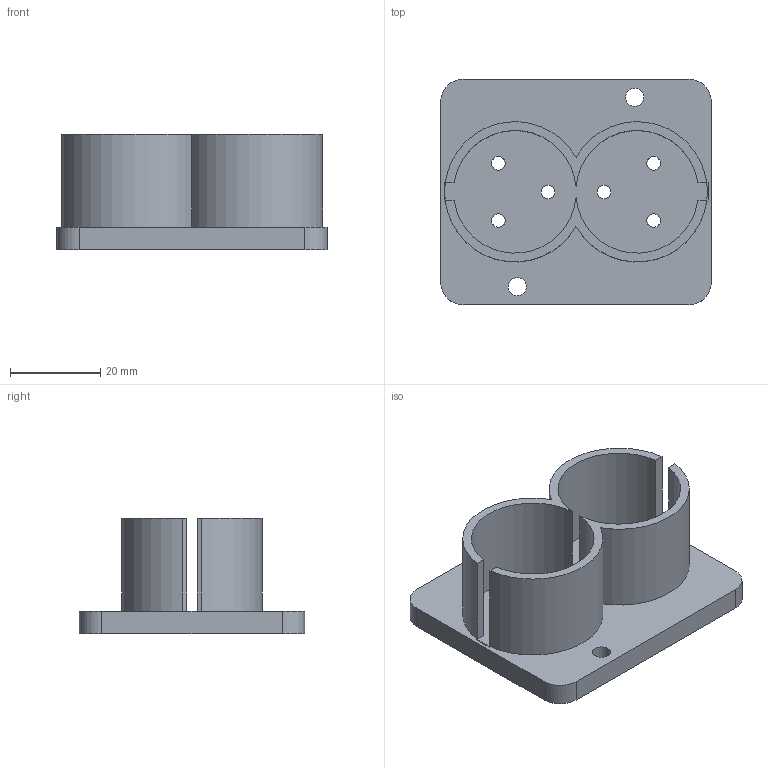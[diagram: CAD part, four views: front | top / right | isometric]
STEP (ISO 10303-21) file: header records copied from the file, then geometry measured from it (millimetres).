
FILE_DESCRIPTION(('FreeCAD Model'),'2;1');
FILE_NAME('Electromagnet Holder Double.step','2015-07-13T16:36:43',('Author'),(''), 'Open CASCADE STEP processor 6.8','FreeCAD','Unknown');
FILE_SCHEMA(('AUTOMOTIVE_DESIGN_CC2 { 1 2 10303 214 -1 1 5 4 }'));
Length unit declared in the file: millimetre
Products named in the file (1): Magnet_Holder_Hole
Bounding box: 60 x 50 x 25.6 mm (x, y, z)
Volume: 20427.4 mm3; surface area: 14058.9 mm2
Topology: 1 solids, 1 shells, 47 faces, 110 edges, 72 vertices
Faces by surface type: cylinder 26, plane 21
Full cylindrical faces by diameter (mm): 3 x6, 4 x2, 5.6 x6
Entity records: 2937 total; most frequent: CARTESIAN_POINT 650, DIRECTION 440, ORIENTED_EDGE 220, PCURVE 220, DEFINITIONAL_REPRESENTATION 220, LINE 212, VECTOR 212, EDGE_CURVE 110
